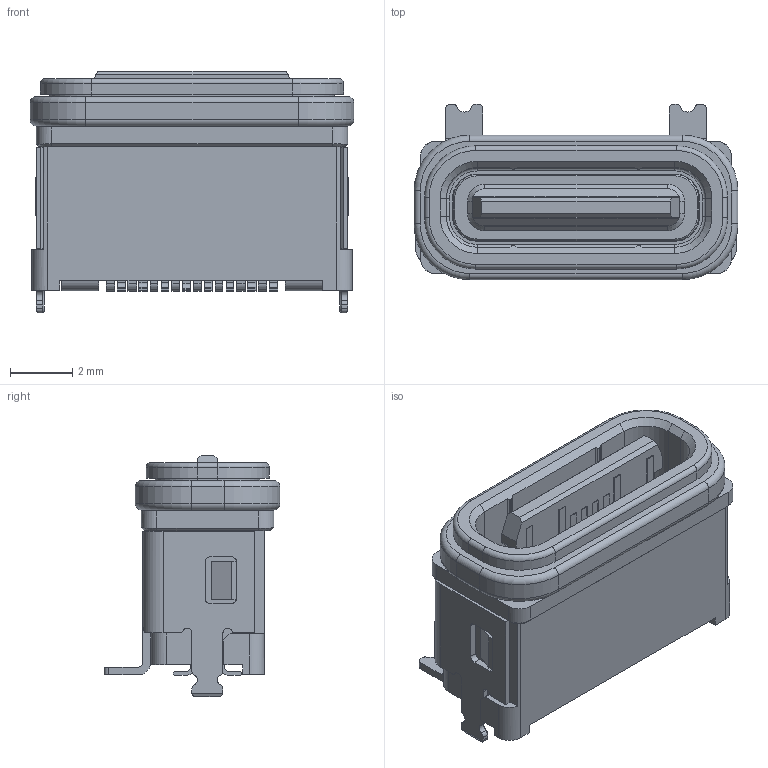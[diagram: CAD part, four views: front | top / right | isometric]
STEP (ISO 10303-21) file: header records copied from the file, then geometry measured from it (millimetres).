
FILE_DESCRIPTION(/* description */ (''),/* implementation_level */ '2;1');
FILE_NAME(/* name */ 'A945_3D.stp',/* time_stamp */ '2025-10-25T14:07:41+08:00',/* author */ (''),/* organization */ (''),/* preprocessor_version */ 'ST-DEVELOPER v16',/* originating_system */ 'SIEMENS PLM Software NX 10.0',/* authorisation */ '');
FILE_SCHEMA (('AUTOMOTIVE_DESIGN { 1 0 10303 214 3 1 1 1 }'));
Length unit declared in the file: millimetre
Products named in the file (1): xue1DB4F7509ckd
Bounding box: 10.44 x 5.67 x 7.8 mm (x, y, z)
Volume: 198 mm3; surface area: 624.5 mm2
Topology: 2 solids, 3 shells, 689 faces, 1885 edges, 1224 vertices
Faces by surface type: plane 461, cylinder 178, cone 34, torus 16
Entity records: 21988 total; most frequent: CARTESIAN_POINT 4228, ORIENTED_EDGE 3770, DIRECTION 3628, EDGE_CURVE 1885, LINE 1402, VECTOR 1402, VERTEX_POINT 1224, AXIS2_PLACEMENT_3D 1113
